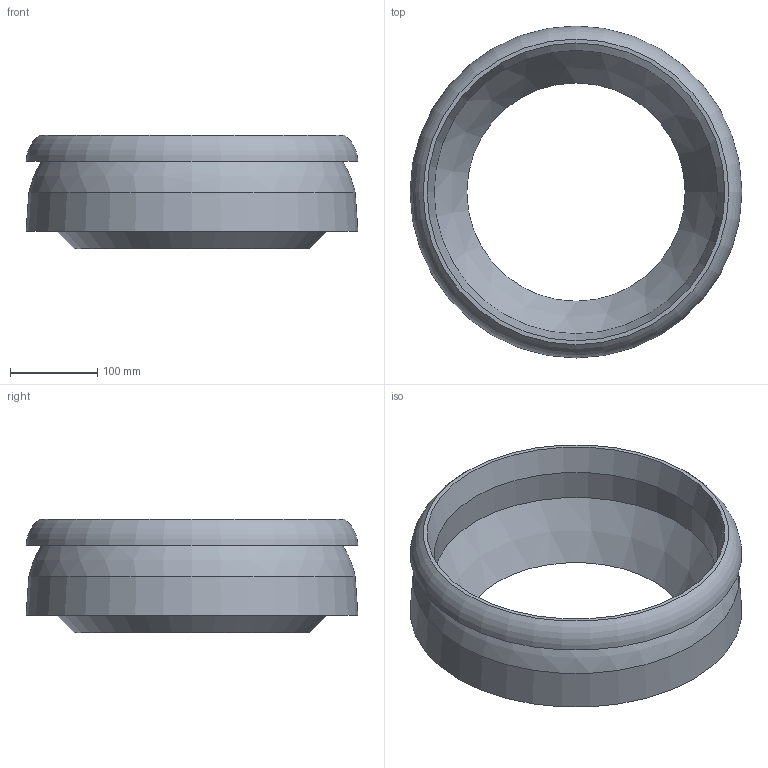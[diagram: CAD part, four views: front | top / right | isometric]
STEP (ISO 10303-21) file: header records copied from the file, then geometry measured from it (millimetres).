
FILE_DESCRIPTION(/* description */ (''),/* implementation_level */ '2;1');
FILE_NAME(/* name */ '00911.032X_3D.stp',/* time_stamp */ '2024-12-11T13:01:14+01:00',/* author */ ('CAD'),/* organization */ (''),/* preprocessor_version */ 'ST-DEVELOPER v20',/* originating_system */ 'AutoCAD Mechanical',/* authorisation */ '');
FILE_SCHEMA (('AUTOMOTIVE_DESIGN { 1 0 10303 214 3 1 1 }'));
Length unit declared in the file: centimetre
Products named in the file (1): Product
Bounding box: 380 x 380 x 130 mm (x, y, z)
Volume: 3114115.3 mm3; surface area: 389996.8 mm2
Topology: 1 solids, 1 shells, 12 faces, 21 edges, 13 vertices
Faces by surface type: cone 5, plane 4, cylinder 1, torus 1, bspline 1
Full cylindrical faces by diameter (mm): 325 x1
Entity records: 345 total; most frequent: CARTESIAN_POINT 73, DIRECTION 60, ORIENTED_EDGE 42, AXIS2_PLACEMENT_3D 27, EDGE_CURVE 21, EDGE_LOOP 16, CIRCLE 15, VERTEX_POINT 13
